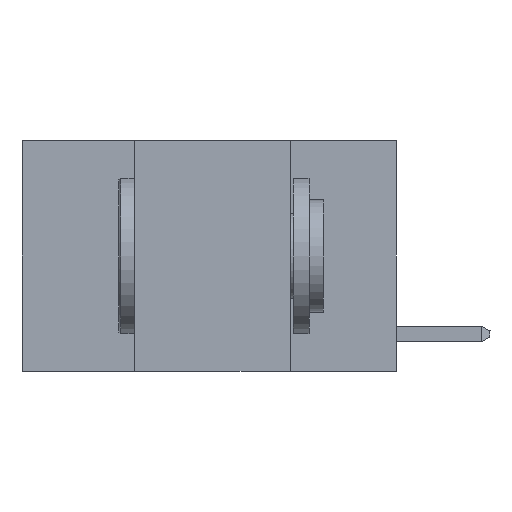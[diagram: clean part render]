
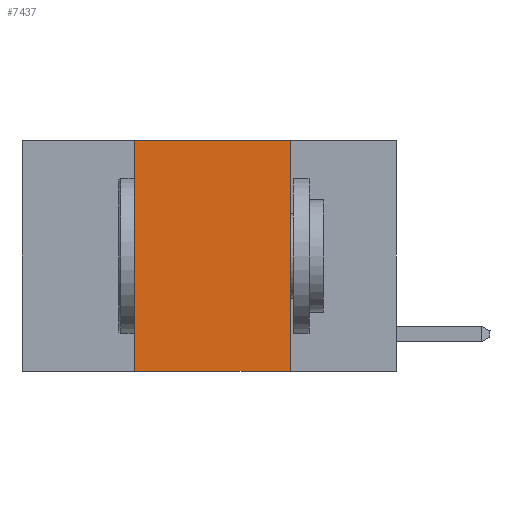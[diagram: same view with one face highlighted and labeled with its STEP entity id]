
A CAD part, left-side view. The second image highlights one B-rep face of the part: STEP entity #7437.
In plain terms, the highlighted planar face has unit normal (-1, 0, 0).
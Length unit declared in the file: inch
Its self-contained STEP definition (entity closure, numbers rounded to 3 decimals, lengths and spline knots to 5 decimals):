
#38 = CARTESIAN_POINT ( 'NONE',  ( 0., 0.42, -0.37 ) ) ;
#239 = CARTESIAN_POINT ( 'NONE',  ( 0., 0.17, 0. ) ) ;
#406 = ORIENTED_EDGE ( 'NONE', *, *, #3798, .F. ) ;
#509 = CARTESIAN_POINT ( 'NONE',  ( 0., 0.6, -0.37 ) ) ;
#557 = DIRECTION ( 'NONE',  ( 0., -1., 0. ) ) ;
#1078 = ORIENTED_EDGE ( 'NONE', *, *, #4134, .F. ) ;
#1079 = VECTOR ( 'NONE', #557, 39.37008 ) ;
#1139 = CARTESIAN_POINT ( 'NONE',  ( 0., 0.42, 0. ) ) ;
#1417 = VERTEX_POINT ( 'NONE', #239 ) ;
#2139 = DIRECTION ( 'NONE',  ( 0., 0., -1. ) ) ;
#2217 = ORIENTED_EDGE ( 'NONE', *, *, #3926, .T. ) ;
#2916 = VERTEX_POINT ( 'NONE', #11920 ) ;
#3070 = VERTEX_POINT ( 'NONE', #38 ) ;
#3409 = LINE ( 'NONE', #11372, #8931 ) ;
#3711 = LINE ( 'NONE', #509, #1079 ) ;
#3798 = EDGE_CURVE ( 'NONE', #1417, #3921, #4028, .T. ) ;
#3921 = VERTEX_POINT ( 'NONE', #4248 ) ;
#3926 = EDGE_CURVE ( 'NONE', #3070, #3921, #3711, .T. ) ;
#4028 = LINE ( 'NONE', #6086, #5978 ) ;
#4134 = EDGE_CURVE ( 'NONE', #2916, #1417, #3409, .T. ) ;
#4178 = DIRECTION ( 'NONE',  ( 0., 0., 1. ) ) ;
#4190 = LINE ( 'NONE', #1139, #8957 ) ;
#4248 = CARTESIAN_POINT ( 'NONE',  ( 0., 0.17, -0.37 ) ) ;
#4978 = DIRECTION ( 'NONE',  ( 0., 0., -1. ) ) ;
#5560 = DIRECTION ( 'NONE',  ( 0., -1., 0. ) ) ;
#5978 = VECTOR ( 'NONE', #2139, 39.37008 ) ;
#6086 = CARTESIAN_POINT ( 'NONE',  ( 0., 0.17, 0. ) ) ;
#7078 = CARTESIAN_POINT ( 'NONE',  ( 0., 0.6, 0. ) ) ;
#7119 = PLANE ( 'NONE',  #8394 ) ;
#7437 = ADVANCED_FACE ( 'NONE', ( #11791 ), #7119, .F. ) ;
#8394 = AXIS2_PLACEMENT_3D ( 'NONE', #7078, #10943, #4978 ) ;
#8931 = VECTOR ( 'NONE', #5560, 39.37008 ) ;
#8957 = VECTOR ( 'NONE', #4178, 39.37008 ) ;
#9653 = ORIENTED_EDGE ( 'NONE', *, *, #9857, .F. ) ;
#9857 = EDGE_CURVE ( 'NONE', #3070, #2916, #4190, .T. ) ;
#10943 = DIRECTION ( 'NONE',  ( 1., 0., 0. ) ) ;
#11249 = EDGE_LOOP ( 'NONE', ( #406, #1078, #9653, #2217 ) ) ;
#11372 = CARTESIAN_POINT ( 'NONE',  ( 0., 0.6, 0. ) ) ;
#11791 = FACE_OUTER_BOUND ( 'NONE', #11249, .T. ) ;
#11920 = CARTESIAN_POINT ( 'NONE',  ( 0., 0.42, 0. ) ) ;
